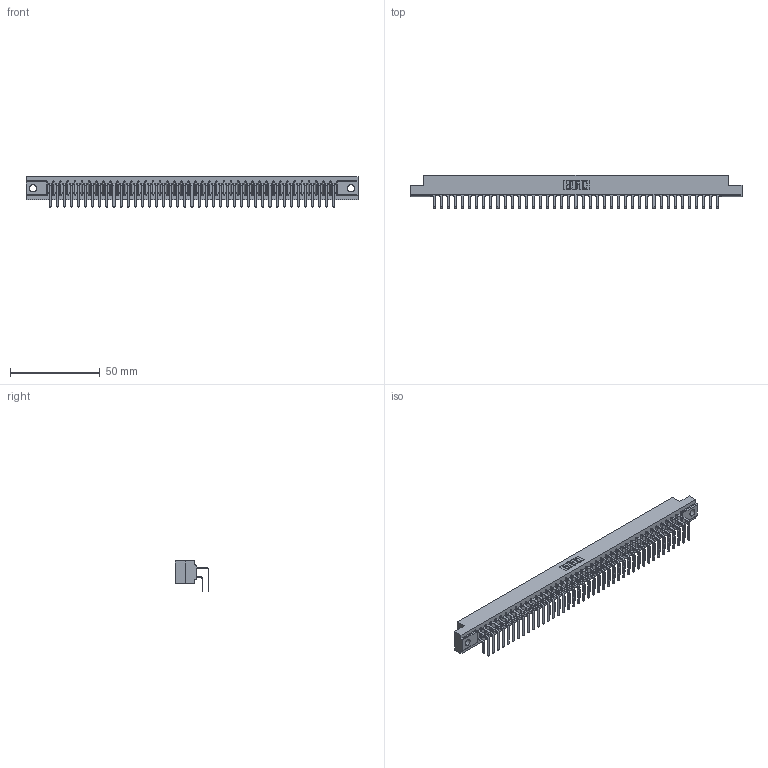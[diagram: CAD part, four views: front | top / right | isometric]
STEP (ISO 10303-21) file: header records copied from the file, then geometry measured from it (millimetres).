
FILE_DESCRIPTION (( 'STEP AP203' ), '1' );
FILE_NAME ('307-041-458-104.STEP', '2020-09-29T15:22:30', ( '' ), ( '' ), 'SwSTEP 2.0', 'SolidWorks 2020', '' );
FILE_SCHEMA (( 'CONFIG_CONTROL_DESIGN' ));
Length unit declared in the file: inch
Products named in the file (4): 307-041-458-104; 307 Part_.156 Dia Mounting Holes; 307-290-001_558 559 - 1 (Single); 307-290-001_558 - 2 (Single)
Assembly tree (83 placements, depth 2):
  307-041-458-104
    307 Part_.156 Dia Mounting Holes
    307-290-001_558 559 - 1 (Single)  x41
    307-290-001_558 - 2 (Single)  x41
Bounding box: 185.47 x 18.96 x 16.8 mm (x, y, z)
Volume: 19973.1 mm3; surface area: 26369.3 mm2
Topology: 83 solids, 83 shells, 4274 faces, 12003 edges, 7778 vertices
Faces by surface type: plane 2790, cylinder 1400, sphere 84
Entity records: 38449 total; most frequent: CARTESIAN_POINT 6297, ORIENTED_EDGE 6238, DIRECTION 6159, EDGE_CURVE 3119, LINE 2399, VECTOR 2399, VERTEX_POINT 2018, AXIS2_PLACEMENT_3D 1880
